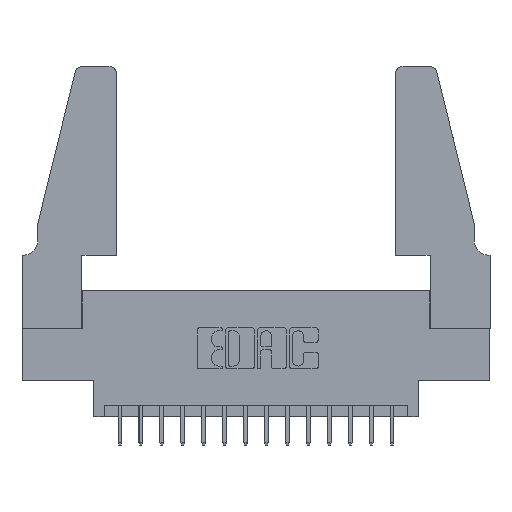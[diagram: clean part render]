
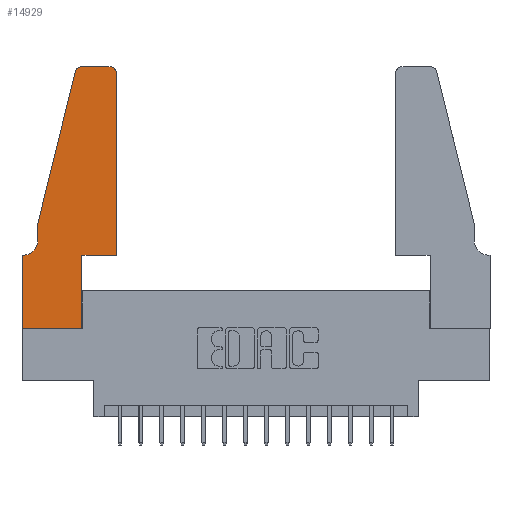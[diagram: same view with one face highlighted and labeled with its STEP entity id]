
A CAD part, top view. The second image highlights one B-rep face of the part: STEP entity #14929.
In plain terms, the highlighted planar face has unit normal (0, 0, 1).
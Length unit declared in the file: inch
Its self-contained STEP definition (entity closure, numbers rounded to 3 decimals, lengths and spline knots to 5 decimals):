
#227 = CARTESIAN_POINT ( 'NONE',  ( 0.0055, 0.35, 0.37 ) ) ;
#235 = EDGE_CURVE ( 'NONE', #8044, #15842, #1404, .T. ) ;
#624 = AXIS2_PLACEMENT_3D ( 'NONE', #4249, #9561, #13549 ) ;
#755 = CARTESIAN_POINT ( 'NONE',  ( 0.4505, 0.35, 0.37 ) ) ;
#1374 = ORIENTED_EDGE ( 'NONE', *, *, #5681, .T. ) ;
#1404 = LINE ( 'NONE', #5715, #9712 ) ;
#1565 = VERTEX_POINT ( 'NONE', #9522 ) ;
#2025 = CARTESIAN_POINT ( 'NONE',  ( 0.0755, 0.35, 0.37 ) ) ;
#2034 = CARTESIAN_POINT ( 'NONE',  ( 0.2605, 1.25, 0.37 ) ) ;
#2144 = LINE ( 'NONE', #3487, #7453 ) ;
#2427 = ORIENTED_EDGE ( 'NONE', *, *, #6078, .T. ) ;
#2507 = ORIENTED_EDGE ( 'NONE', *, *, #3776, .T. ) ;
#2727 = EDGE_CURVE ( 'NONE', #5085, #13907, #4741, .T. ) ;
#2746 = EDGE_CURVE ( 'NONE', #16570, #1565, #3446, .T. ) ;
#2874 = CARTESIAN_POINT ( 'NONE',  ( 0.0755, 0.5, 0.37 ) ) ;
#3167 = CARTESIAN_POINT ( 'NONE',  ( 0.4205, 1.25, 0.37 ) ) ;
#3446 = LINE ( 'NONE', #755, #15120 ) ;
#3487 = CARTESIAN_POINT ( 'NONE',  ( 0., 0., 0.37 ) ) ;
#3537 = DIRECTION ( 'NONE',  ( -1., 0., 0. ) ) ;
#3577 = DIRECTION ( 'NONE',  ( 1., 0., 0. ) ) ;
#3699 = LINE ( 'NONE', #7808, #16756 ) ;
#3776 = EDGE_CURVE ( 'NONE', #9230, #8444, #3699, .T. ) ;
#3914 = ORIENTED_EDGE ( 'NONE', *, *, #6151, .T. ) ;
#3929 = VECTOR ( 'NONE', #4418, 39.37008 ) ;
#4105 = PLANE ( 'NONE',  #7331 ) ;
#4143 = CARTESIAN_POINT ( 'NONE',  ( 0.0755, 0.42, 0.37 ) ) ;
#4156 = VERTEX_POINT ( 'NONE', #15668 ) ;
#4249 = CARTESIAN_POINT ( 'NONE',  ( 0.284, 1.22, 0.37 ) ) ;
#4374 = DIRECTION ( 'NONE',  ( 0., 0., -1. ) ) ;
#4385 = VERTEX_POINT ( 'NONE', #3167 ) ;
#4407 = AXIS2_PLACEMENT_3D ( 'NONE', #5523, #13300, #11882 ) ;
#4418 = DIRECTION ( 'NONE',  ( -1., 0., 0. ) ) ;
#4609 = LINE ( 'NONE', #11432, #12941 ) ;
#4741 = LINE ( 'NONE', #2025, #4831 ) ;
#4831 = VECTOR ( 'NONE', #3537, 39.37008 ) ;
#5085 = VERTEX_POINT ( 'NONE', #227 ) ;
#5332 = ORIENTED_EDGE ( 'NONE', *, *, #7054, .T. ) ;
#5523 = CARTESIAN_POINT ( 'NONE',  ( 0.4205, 1.22, 0.37 ) ) ;
#5616 = ORIENTED_EDGE ( 'NONE', *, *, #2727, .T. ) ;
#5681 = EDGE_CURVE ( 'NONE', #14628, #16570, #4609, .T. ) ;
#5715 = CARTESIAN_POINT ( 'NONE',  ( 0., 0., 0.37 ) ) ;
#5759 = CARTESIAN_POINT ( 'NONE',  ( 0.284, 1.25, 0.37 ) ) ;
#5760 = VECTOR ( 'NONE', #15603, 39.37008 ) ;
#5876 = FACE_OUTER_BOUND ( 'NONE', #8242, .T. ) ;
#6021 = CARTESIAN_POINT ( 'NONE',  ( 0.0755, 0.5, 0.37 ) ) ;
#6078 = EDGE_CURVE ( 'NONE', #15842, #14628, #7089, .T. ) ;
#6135 = CARTESIAN_POINT ( 'NONE',  ( 0., 0.35, 0.37 ) ) ;
#6151 = EDGE_CURVE ( 'NONE', #4156, #9230, #15517, .T. ) ;
#6298 = ORIENTED_EDGE ( 'NONE', *, *, #2746, .T. ) ;
#6776 = DIRECTION ( 'NONE',  ( 1., 0., 0. ) ) ;
#7054 = EDGE_CURVE ( 'NONE', #13907, #8044, #2144, .T. ) ;
#7089 = LINE ( 'NONE', #12308, #13473 ) ;
#7331 = AXIS2_PLACEMENT_3D ( 'NONE', #9408, #8408, #3577 ) ;
#7453 = VECTOR ( 'NONE', #16758, 39.37008 ) ;
#7494 = DIRECTION ( 'NONE',  ( 0., 1., 0. ) ) ;
#7750 = ORIENTED_EDGE ( 'NONE', *, *, #14075, .T. ) ;
#7808 = CARTESIAN_POINT ( 'NONE',  ( 0.0755, 0.5, 0.37 ) ) ;
#8044 = VERTEX_POINT ( 'NONE', #14649 ) ;
#8242 = EDGE_LOOP ( 'NONE', ( #7750, #8409, #3914, #2507, #12593, #5616, #5332, #9996, #2427, #1374, #6298, #12735 ) ) ;
#8334 = CARTESIAN_POINT ( 'NONE',  ( 0.0055, 0.42, 0.37 ) ) ;
#8402 = CIRCLE ( 'NONE', #12211, 0.07 ) ;
#8408 = DIRECTION ( 'NONE',  ( 0., 0., 1. ) ) ;
#8409 = ORIENTED_EDGE ( 'NONE', *, *, #15136, .T. ) ;
#8444 = VERTEX_POINT ( 'NONE', #4143 ) ;
#8534 = LINE ( 'NONE', #2034, #3929 ) ;
#8865 = CARTESIAN_POINT ( 'NONE',  ( 0.4505, 0.35, 0.37 ) ) ;
#9120 = CIRCLE ( 'NONE', #4407, 0.03 ) ;
#9147 = EDGE_CURVE ( 'NONE', #1565, #4385, #9120, .T. ) ;
#9230 = VERTEX_POINT ( 'NONE', #2874 ) ;
#9408 = CARTESIAN_POINT ( 'NONE',  ( 0., 0.35, 0.37 ) ) ;
#9441 = CARTESIAN_POINT ( 'NONE',  ( 0.2865, 0., 0.37 ) ) ;
#9497 = DIRECTION ( 'NONE',  ( -1., 0., 0. ) ) ;
#9522 = CARTESIAN_POINT ( 'NONE',  ( 0.4505, 1.22, 0.37 ) ) ;
#9561 = DIRECTION ( 'NONE',  ( 0., 0., 1. ) ) ;
#9712 = VECTOR ( 'NONE', #6776, 39.37008 ) ;
#9820 = DIRECTION ( 'NONE',  ( 0., 1., 0. ) ) ;
#9996 = ORIENTED_EDGE ( 'NONE', *, *, #235, .T. ) ;
#10988 = CARTESIAN_POINT ( 'NONE',  ( 0.2865, 0.35, 0.37 ) ) ;
#11125 = CIRCLE ( 'NONE', #624, 0.03 ) ;
#11432 = CARTESIAN_POINT ( 'NONE',  ( 0.4505, 0.35, 0.37 ) ) ;
#11882 = DIRECTION ( 'NONE',  ( 1., 0., 0. ) ) ;
#12211 = AXIS2_PLACEMENT_3D ( 'NONE', #8334, #4374, #9497 ) ;
#12308 = CARTESIAN_POINT ( 'NONE',  ( 0.2865, 0.35, 0.37 ) ) ;
#12593 = ORIENTED_EDGE ( 'NONE', *, *, #13359, .T. ) ;
#12631 = VERTEX_POINT ( 'NONE', #5759 ) ;
#12735 = ORIENTED_EDGE ( 'NONE', *, *, #9147, .T. ) ;
#12941 = VECTOR ( 'NONE', #15533, 39.37008 ) ;
#13300 = DIRECTION ( 'NONE',  ( 0., 0., 1. ) ) ;
#13359 = EDGE_CURVE ( 'NONE', #8444, #5085, #8402, .T. ) ;
#13473 = VECTOR ( 'NONE', #9820, 39.37008 ) ;
#13549 = DIRECTION ( 'NONE',  ( 1., 0., 0. ) ) ;
#13907 = VERTEX_POINT ( 'NONE', #6135 ) ;
#14075 = EDGE_CURVE ( 'NONE', #4385, #12631, #8534, .T. ) ;
#14296 = DIRECTION ( 'NONE',  ( 0., -1., 0. ) ) ;
#14628 = VERTEX_POINT ( 'NONE', #10988 ) ;
#14649 = CARTESIAN_POINT ( 'NONE',  ( 0., 0., 0.37 ) ) ;
#14929 = ADVANCED_FACE ( 'NONE', ( #5876 ), #4105, .T. ) ;
#15120 = VECTOR ( 'NONE', #7494, 39.37008 ) ;
#15136 = EDGE_CURVE ( 'NONE', #12631, #4156, #11125, .T. ) ;
#15517 = LINE ( 'NONE', #6021, #5760 ) ;
#15533 = DIRECTION ( 'NONE',  ( 1., 0., 0. ) ) ;
#15603 = DIRECTION ( 'NONE',  ( -0.239, -0.971, 0. ) ) ;
#15668 = CARTESIAN_POINT ( 'NONE',  ( 0.25487, 1.22718, 0.37 ) ) ;
#15842 = VERTEX_POINT ( 'NONE', #9441 ) ;
#16570 = VERTEX_POINT ( 'NONE', #8865 ) ;
#16756 = VECTOR ( 'NONE', #14296, 39.37008 ) ;
#16758 = DIRECTION ( 'NONE',  ( 0., -1., 0. ) ) ;
